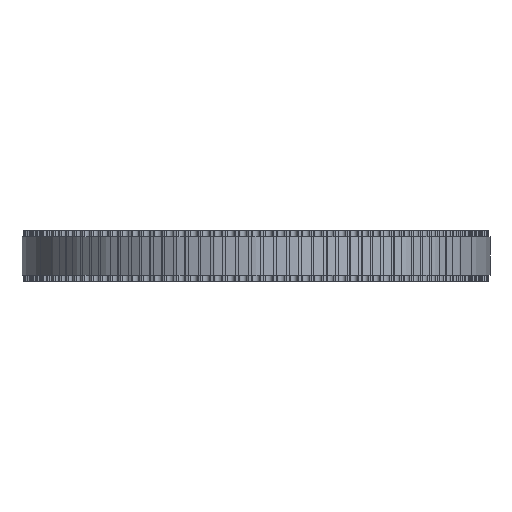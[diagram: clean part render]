
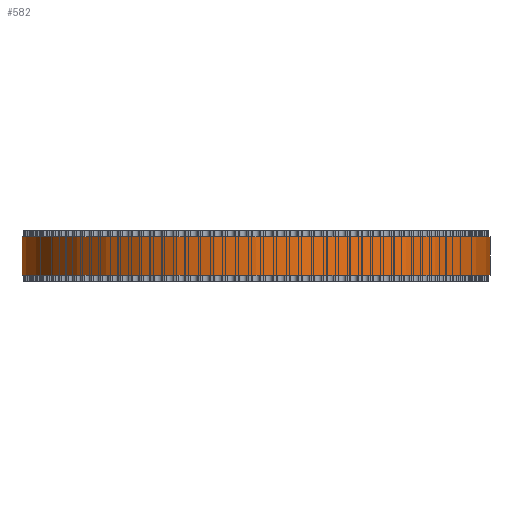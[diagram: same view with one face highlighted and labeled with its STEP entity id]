
A CAD part, front view. The second image highlights one B-rep face of the part: STEP entity #582.
In plain terms, the highlighted cylindrical face has radius 36.606 mm (diameter 73.211 mm), a full revolution.
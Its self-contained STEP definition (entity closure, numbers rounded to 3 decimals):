
#97=FACE_BOUND('',#1968,.T.);
#98=FACE_BOUND('',#1969,.T.);
#582=ADVANCED_FACE('',(#97,#98),#1043,.T.);
#1043=CYLINDRICAL_SURFACE('',#10263,36.606);
#1968=EDGE_LOOP('',(#5650));
#1969=EDGE_LOOP('',(#5651));
#5650=ORIENTED_EDGE('',*,*,#7954,.T.);
#5651=ORIENTED_EDGE('',*,*,#7955,.T.);
#6572=VERTEX_POINT('',#16260);
#6573=VERTEX_POINT('',#16262);
#7954=EDGE_CURVE('',#6572,#6572,#8876,.T.);
#7955=EDGE_CURVE('',#6573,#6573,#8877,.T.);
#8876=CIRCLE('',#10261,36.606);
#8877=CIRCLE('',#10262,36.606);
#10261=AXIS2_PLACEMENT_3D('',#16259,#13490,#13491);
#10262=AXIS2_PLACEMENT_3D('',#16261,#13492,#13493);
#10263=AXIS2_PLACEMENT_3D('',#16263,#13494,#13495);
#13490=DIRECTION('',(0.,0.,1.));
#13491=DIRECTION('',(1.,0.,0.));
#13492=DIRECTION('',(0.,0.,-1.));
#13493=DIRECTION('',(1.,0.,0.));
#13494=DIRECTION('',(0.,0.,1.));
#13495=DIRECTION('',(1.,0.,0.));
#16259=CARTESIAN_POINT('',(0.,0.,1.));
#16260=CARTESIAN_POINT('',(36.606,0.,1.));
#16261=CARTESIAN_POINT('',(0.,0.,7.));
#16262=CARTESIAN_POINT('',(36.606,0.,7.));
#16263=CARTESIAN_POINT('',(0.,0.,1.));
